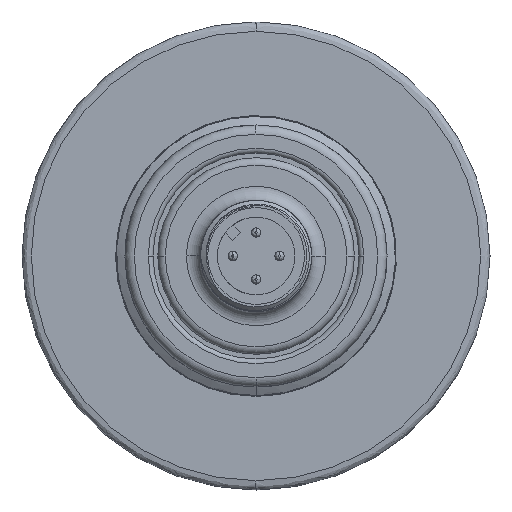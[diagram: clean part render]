
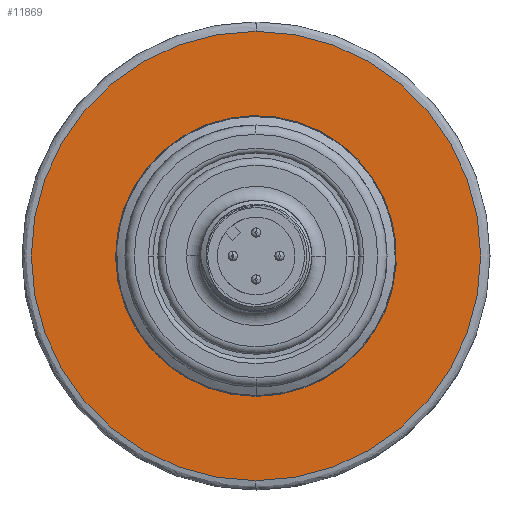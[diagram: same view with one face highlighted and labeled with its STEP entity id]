
A CAD part, front view. The second image highlights one B-rep face of the part: STEP entity #11869.
In plain terms, the highlighted planar face has unit normal (0, -1, 0).
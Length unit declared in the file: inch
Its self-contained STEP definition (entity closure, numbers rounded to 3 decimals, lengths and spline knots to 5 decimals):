
#4702=CARTESIAN_POINT('',(0.,0.90551,0.));
#4703=DIRECTION('',(0.,1.,0.));
#4704=DIRECTION('',(0.,0.,-1.));
#4705=AXIS2_PLACEMENT_3D('',#4702,#4703,#4704);
#4707=CARTESIAN_POINT('',(0.,0.90551,0.));
#4708=DIRECTION('',(0.,1.,0.));
#4709=DIRECTION('',(0.,0.,1.));
#4710=AXIS2_PLACEMENT_3D('',#4707,#4708,#4709);
#4712=CARTESIAN_POINT('',(0.,0.90551,0.));
#4713=DIRECTION('',(0.,-1.,0.));
#4714=DIRECTION('',(-0.191,0.,0.982));
#4715=AXIS2_PLACEMENT_3D('',#4712,#4713,#4714);
#4717=CARTESIAN_POINT('',(0.,0.90551,0.));
#4718=DIRECTION('',(0.,-1.,0.));
#4719=DIRECTION('',(0.,0.,-1.));
#4720=AXIS2_PLACEMENT_3D('',#4717,#4718,#4719);
#7685=CARTESIAN_POINT('',(-0.11298,0.90551,
0.57964));
#7686=CARTESIAN_POINT('',(0.,0.90551,-0.59055));
#7687=VERTEX_POINT('',#7685);
#7688=VERTEX_POINT('',#7686);
#7704=CARTESIAN_POINT('',(0.,0.90551,-0.94488));
#7705=CARTESIAN_POINT('',(0.,0.90551,0.94488));
#7706=VERTEX_POINT('',#7704);
#7707=VERTEX_POINT('',#7705);
#11854=CARTESIAN_POINT('',(0.,0.90551,0.));
#11855=DIRECTION('',(0.,-1.,0.));
#11856=DIRECTION('',(0.,0.,1.));
#11857=AXIS2_PLACEMENT_3D('',#11854,#11855,#11856);
#11858=PLANE('',#11857);
#11860=ORIENTED_EDGE('',*,*,#11859,.T.);
#11862=ORIENTED_EDGE('',*,*,#11861,.T.);
#11863=EDGE_LOOP('',(#11860,#11862));
#11864=FACE_OUTER_BOUND('',#11863,.F.);
#11865=ORIENTED_EDGE('',*,*,#11848,.T.);
#11866=ORIENTED_EDGE('',*,*,#11833,.T.);
#11867=EDGE_LOOP('',(#11865,#11866));
#11868=FACE_BOUND('',#11867,.F.);
#11869=ADVANCED_FACE('',(#11864,#11868),#11858,.T.);
#4706=CIRCLE('',#4705,0.94488);
#4711=CIRCLE('',#4710,0.94488);
#4716=CIRCLE('',#4715,0.59055);
#4721=CIRCLE('',#4720,0.59055);
#11833=EDGE_CURVE('',#7688,#7687,#4721,.T.);
#11848=EDGE_CURVE('',#7687,#7688,#4716,.T.);
#11859=EDGE_CURVE('',#7706,#7707,#4706,.T.);
#11861=EDGE_CURVE('',#7707,#7706,#4711,.T.);
